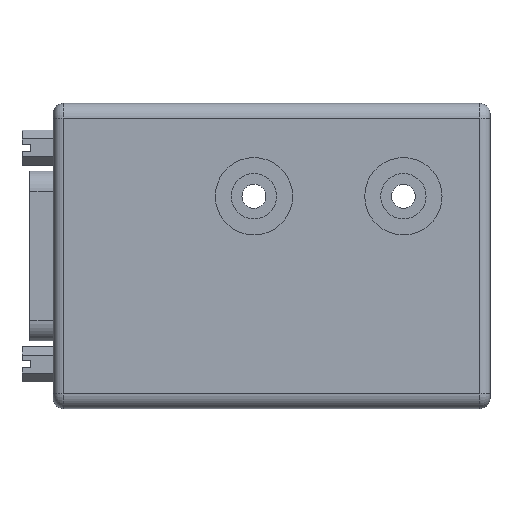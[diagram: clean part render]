
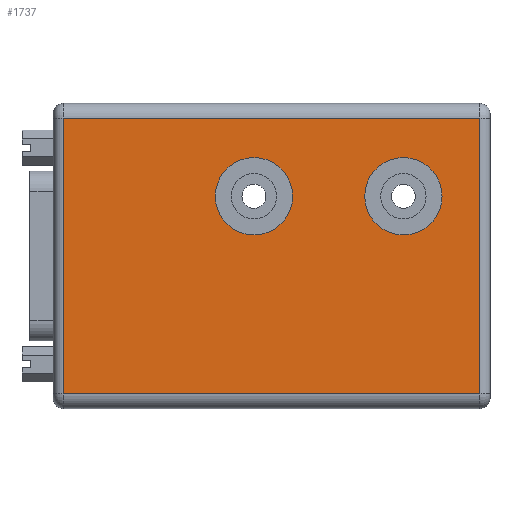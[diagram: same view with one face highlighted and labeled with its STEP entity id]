
A CAD part, front view. The second image highlights one B-rep face of the part: STEP entity #1737.
In plain terms, the highlighted planar face has unit normal (0, -1, 0).
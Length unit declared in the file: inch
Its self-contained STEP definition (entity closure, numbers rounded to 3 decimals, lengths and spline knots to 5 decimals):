
#282 = CARTESIAN_POINT ( 'NONE',  ( 2.123, 0., -0.563 ) ) ;
#386 = VERTEX_POINT ( 'NONE', #5666 ) ;
#396 = CIRCLE ( 'NONE', #1252, 0.2345 ) ;
#589 = CARTESIAN_POINT ( 'NONE',  ( 2.5855, 0., -0.09 ) ) ;
#652 = AXIS2_PLACEMENT_3D ( 'NONE', #4894, #1742, #5424 ) ;
#722 = FACE_OUTER_BOUND ( 'NONE', #2569, .T. ) ;
#756 = DIRECTION ( 'NONE',  ( 0., -1., 0. ) ) ;
#768 = EDGE_CURVE ( 'NONE', #4167, #4094, #3601, .T. ) ;
#800 = DIRECTION ( 'NONE',  ( 0., 0., 1. ) ) ;
#838 = AXIS2_PLACEMENT_3D ( 'NONE', #1839, #5519, #2385 ) ;
#850 = CARTESIAN_POINT ( 'NONE',  ( 2.648, 0., -1.76 ) ) ;
#854 = VECTOR ( 'NONE', #5186, 39.37008 ) ;
#858 = EDGE_CURVE ( 'NONE', #386, #4512, #4010, .T. ) ;
#1109 = DIRECTION ( 'NONE',  ( 0., 0., 1. ) ) ;
#1159 = ORIENTED_EDGE ( 'NONE', *, *, #4865, .T. ) ;
#1189 = PLANE ( 'NONE',  #652 ) ;
#1231 = CARTESIAN_POINT ( 'NONE',  ( 0.0625, 0., -0.09 ) ) ;
#1240 = VECTOR ( 'NONE', #1415, 39.37008 ) ;
#1252 = AXIS2_PLACEMENT_3D ( 'NONE', #3901, #756, #4414 ) ;
#1415 = DIRECTION ( 'NONE',  ( -1., 0., 0. ) ) ;
#1675 = CARTESIAN_POINT ( 'NONE',  ( 1.217, 0., -0.7975 ) ) ;
#1684 = EDGE_CURVE ( 'NONE', #6074, #4101, #2805, .T. ) ;
#1692 = CARTESIAN_POINT ( 'NONE',  ( 2.123, 0., -0.563 ) ) ;
#1727 = VECTOR ( 'NONE', #6015, 39.37008 ) ;
#1737 = ADVANCED_FACE ( 'NONE', ( #722, #4729, #3362 ), #1189, .F. ) ;
#1742 = DIRECTION ( 'NONE',  ( 0., 1., 0. ) ) ;
#1839 = CARTESIAN_POINT ( 'NONE',  ( 1.217, 0., -0.563 ) ) ;
#1970 = VERTEX_POINT ( 'NONE', #1231 ) ;
#2045 = EDGE_CURVE ( 'NONE', #4094, #4167, #396, .T. ) ;
#2098 = LINE ( 'NONE', #589, #4704 ) ;
#2246 = DIRECTION ( 'NONE',  ( 0., 0., 1. ) ) ;
#2262 = ORIENTED_EDGE ( 'NONE', *, *, #768, .F. ) ;
#2314 = ORIENTED_EDGE ( 'NONE', *, *, #2045, .F. ) ;
#2364 = CARTESIAN_POINT ( 'NONE',  ( 2.648, 0., -0.09 ) ) ;
#2385 = DIRECTION ( 'NONE',  ( 0., 0., 1. ) ) ;
#2391 = CARTESIAN_POINT ( 'NONE',  ( 2.5855, 0., -0.09 ) ) ;
#2508 = EDGE_CURVE ( 'NONE', #4101, #6074, #3256, .T. ) ;
#2555 = AXIS2_PLACEMENT_3D ( 'NONE', #1692, #5372, #2246 ) ;
#2569 = EDGE_LOOP ( 'NONE', ( #5999, #3582, #1159, #5843 ) ) ;
#2805 = CIRCLE ( 'NONE', #2555, 0.2345 ) ;
#3098 = EDGE_CURVE ( 'NONE', #1970, #4512, #6423, .T. ) ;
#3193 = CARTESIAN_POINT ( 'NONE',  ( 2.123, 0., -0.7975 ) ) ;
#3256 = CIRCLE ( 'NONE', #4120, 0.2345 ) ;
#3362 = FACE_BOUND ( 'NONE', #4655, .T. ) ;
#3536 = EDGE_LOOP ( 'NONE', ( #2314, #2262 ) ) ;
#3582 = ORIENTED_EDGE ( 'NONE', *, *, #6626, .T. ) ;
#3601 = CIRCLE ( 'NONE', #838, 0.2345 ) ;
#3901 = CARTESIAN_POINT ( 'NONE',  ( 1.217, 0., -0.563 ) ) ;
#3946 = DIRECTION ( 'NONE',  ( 0., -1., 0. ) ) ;
#4010 = LINE ( 'NONE', #850, #1240 ) ;
#4094 = VERTEX_POINT ( 'NONE', #4233 ) ;
#4101 = VERTEX_POINT ( 'NONE', #3193 ) ;
#4120 = AXIS2_PLACEMENT_3D ( 'NONE', #282, #3946, #800 ) ;
#4167 = VERTEX_POINT ( 'NONE', #1675 ) ;
#4197 = ORIENTED_EDGE ( 'NONE', *, *, #2508, .F. ) ;
#4233 = CARTESIAN_POINT ( 'NONE',  ( 1.217, 0., -0.3285 ) ) ;
#4414 = DIRECTION ( 'NONE',  ( 0., 0., 1. ) ) ;
#4512 = VERTEX_POINT ( 'NONE', #6191 ) ;
#4655 = EDGE_LOOP ( 'NONE', ( #5680, #4197 ) ) ;
#4704 = VECTOR ( 'NONE', #1109, 39.37008 ) ;
#4729 = FACE_BOUND ( 'NONE', #3536, .T. ) ;
#4865 = EDGE_CURVE ( 'NONE', #5432, #1970, #5732, .T. ) ;
#4894 = CARTESIAN_POINT ( 'NONE',  ( 2.648, 0., -0.09 ) ) ;
#5186 = DIRECTION ( 'NONE',  ( 0., 0., -1. ) ) ;
#5372 = DIRECTION ( 'NONE',  ( 0., -1., 0. ) ) ;
#5424 = DIRECTION ( 'NONE',  ( 0., 0., 1. ) ) ;
#5432 = VERTEX_POINT ( 'NONE', #2391 ) ;
#5519 = DIRECTION ( 'NONE',  ( 0., -1., 0. ) ) ;
#5552 = CARTESIAN_POINT ( 'NONE',  ( 2.123, 0., -0.3285 ) ) ;
#5666 = CARTESIAN_POINT ( 'NONE',  ( 2.5855, 0., -1.76 ) ) ;
#5680 = ORIENTED_EDGE ( 'NONE', *, *, #1684, .F. ) ;
#5719 = CARTESIAN_POINT ( 'NONE',  ( 0.0625, 0., -0.09 ) ) ;
#5732 = LINE ( 'NONE', #2364, #1727 ) ;
#5843 = ORIENTED_EDGE ( 'NONE', *, *, #3098, .T. ) ;
#5999 = ORIENTED_EDGE ( 'NONE', *, *, #858, .F. ) ;
#6015 = DIRECTION ( 'NONE',  ( -1., 0., 0. ) ) ;
#6074 = VERTEX_POINT ( 'NONE', #5552 ) ;
#6191 = CARTESIAN_POINT ( 'NONE',  ( 0.0625, 0., -1.76 ) ) ;
#6423 = LINE ( 'NONE', #5719, #854 ) ;
#6626 = EDGE_CURVE ( 'NONE', #386, #5432, #2098, .T. ) ;
